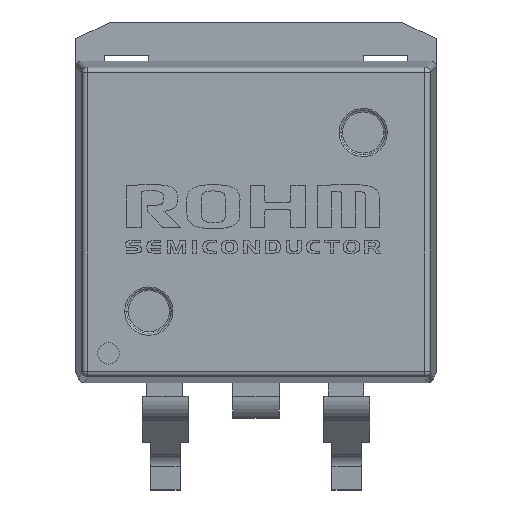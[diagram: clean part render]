
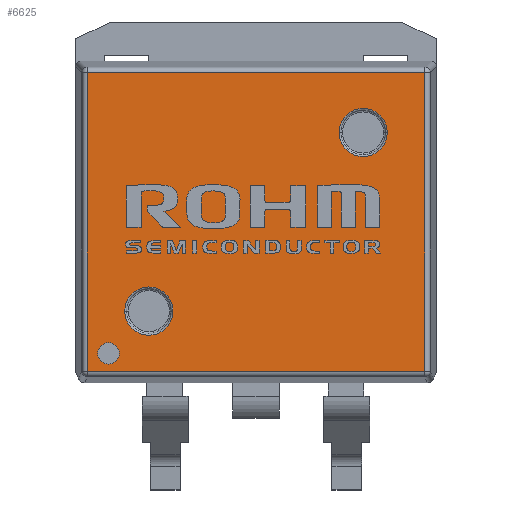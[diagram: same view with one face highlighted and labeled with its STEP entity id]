
A CAD part, top view. The second image highlights one B-rep face of the part: STEP entity #6625.
In plain terms, the highlighted planar face has unit normal (0, 0, 1).
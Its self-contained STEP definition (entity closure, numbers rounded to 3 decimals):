
#82 = EDGE_CURVE ( 'NONE', #5565, #13576, #9511, .T. ) ;
#323 = DIRECTION ( 'NONE',  ( 0., 0., 1. ) ) ;
#463 = VERTEX_POINT ( 'NONE', #6108 ) ;
#490 = CIRCLE ( 'NONE', #9087, 0.675 ) ;
#653 = DIRECTION ( 'NONE',  ( 1., 0., 0. ) ) ;
#894 = DIRECTION ( 'NONE',  ( 1., 0., 0. ) ) ;
#895 = CARTESIAN_POINT ( 'NONE',  ( 3., 2.5, 4.85 ) ) ;
#1090 = EDGE_LOOP ( 'NONE', ( #5786, #7949 ) ) ;
#1625 = VERTEX_POINT ( 'NONE', #5795 ) ;
#1759 = VECTOR ( 'NONE', #13460, 1000. ) ;
#1835 = EDGE_CURVE ( 'NONE', #5466, #9542, #8336, .T. ) ;
#2726 = CARTESIAN_POINT ( 'NONE',  ( -3.829, -3.684, 4.85 ) ) ;
#2991 = ORIENTED_EDGE ( 'NONE', *, *, #9385, .T. ) ;
#3116 = DIRECTION ( 'NONE',  ( 0., 0., 1. ) ) ;
#3181 = DIRECTION ( 'NONE',  ( 1., 0., 0. ) ) ;
#3305 = AXIS2_PLACEMENT_3D ( 'NONE', #9916, #7811, #3181 ) ;
#3399 = EDGE_CURVE ( 'NONE', #1625, #11150, #490, .T. ) ;
#3404 = VECTOR ( 'NONE', #894, 1000. ) ;
#3738 = ORIENTED_EDGE ( 'NONE', *, *, #11580, .T. ) ;
#3863 = EDGE_CURVE ( 'NONE', #14111, #4106, #4104, .T. ) ;
#4016 = DIRECTION ( 'NONE',  ( 0., 0., -1. ) ) ;
#4104 = CIRCLE ( 'NONE', #5537, 0.675 ) ;
#4106 = VERTEX_POINT ( 'NONE', #14650 ) ;
#4169 = DIRECTION ( 'NONE',  ( 1., 0., 0. ) ) ;
#5128 = AXIS2_PLACEMENT_3D ( 'NONE', #14307, #4016, #12018 ) ;
#5355 = CARTESIAN_POINT ( 'NONE',  ( 0., 4.179, 4.85 ) ) ;
#5466 = VERTEX_POINT ( 'NONE', #2726 ) ;
#5537 = AXIS2_PLACEMENT_3D ( 'NONE', #12172, #12396, #653 ) ;
#5540 = DIRECTION ( 'NONE',  ( 1., 0., 0. ) ) ;
#5565 = VERTEX_POINT ( 'NONE', #12437 ) ;
#5598 = DIRECTION ( 'NONE',  ( 1., 0., 0. ) ) ;
#5786 = ORIENTED_EDGE ( 'NONE', *, *, #1835, .F. ) ;
#5793 = CARTESIAN_POINT ( 'NONE',  ( 4.729, 0., 4.85 ) ) ;
#5795 = CARTESIAN_POINT ( 'NONE',  ( 2.325, 2.5, 4.85 ) ) ;
#6068 = CIRCLE ( 'NONE', #12771, 0.3 ) ;
#6085 = ORIENTED_EDGE ( 'NONE', *, *, #12317, .T. ) ;
#6108 = CARTESIAN_POINT ( 'NONE',  ( -4.729, -4.186, 4.85 ) ) ;
#6176 = CARTESIAN_POINT ( 'NONE',  ( -4.429, -3.684, 4.85 ) ) ;
#6316 = CIRCLE ( 'NONE', #5128, 0.675 ) ;
#6409 = FACE_BOUND ( 'NONE', #1090, .T. ) ;
#6413 = DIRECTION ( 'NONE',  ( 0., -1., 0. ) ) ;
#6435 = ORIENTED_EDGE ( 'NONE', *, *, #3399, .T. ) ;
#6625 = ADVANCED_FACE ( 'NONE', ( #6409, #13470, #7394, #10965 ), #9855, .T. ) ;
#7049 = CARTESIAN_POINT ( 'NONE',  ( -3.675, -2.5, 4.85 ) ) ;
#7381 = CIRCLE ( 'NONE', #3305, 0.675 ) ;
#7394 = FACE_BOUND ( 'NONE', #10277, .T. ) ;
#7811 = DIRECTION ( 'NONE',  ( 0., 0., -1. ) ) ;
#7949 = ORIENTED_EDGE ( 'NONE', *, *, #8949, .F. ) ;
#8320 = DIRECTION ( 'NONE',  ( 1., 0., 0. ) ) ;
#8336 = CIRCLE ( 'NONE', #11695, 0.3 ) ;
#8617 = CARTESIAN_POINT ( 'NONE',  ( 3.675, 2.5, 4.85 ) ) ;
#8793 = LINE ( 'NONE', #13568, #11091 ) ;
#8853 = LINE ( 'NONE', #5355, #1759 ) ;
#8876 = VECTOR ( 'NONE', #13046, 1000. ) ;
#8949 = EDGE_CURVE ( 'NONE', #9542, #5466, #6068, .T. ) ;
#9087 = AXIS2_PLACEMENT_3D ( 'NONE', #895, #10017, #5540 ) ;
#9164 = EDGE_CURVE ( 'NONE', #4106, #14111, #6316, .T. ) ;
#9336 = ORIENTED_EDGE ( 'NONE', *, *, #3863, .T. ) ;
#9385 = EDGE_CURVE ( 'NONE', #13914, #463, #8793, .T. ) ;
#9511 = LINE ( 'NONE', #5793, #8876 ) ;
#9542 = VERTEX_POINT ( 'NONE', #6176 ) ;
#9715 = EDGE_CURVE ( 'NONE', #11150, #1625, #7381, .T. ) ;
#9855 = PLANE ( 'NONE',  #14167 ) ;
#9916 = CARTESIAN_POINT ( 'NONE',  ( 3., 2.5, 4.85 ) ) ;
#10017 = DIRECTION ( 'NONE',  ( 0., 0., -1. ) ) ;
#10029 = CARTESIAN_POINT ( 'NONE',  ( -4.729, 4.179, 4.85 ) ) ;
#10270 = CARTESIAN_POINT ( 'NONE',  ( 4.729, 4.179, 4.85 ) ) ;
#10277 = EDGE_LOOP ( 'NONE', ( #11414, #6435 ) ) ;
#10711 = CARTESIAN_POINT ( 'NONE',  ( -4.129, -3.684, 4.85 ) ) ;
#10728 = EDGE_LOOP ( 'NONE', ( #3738, #2991, #6085, #13361 ) ) ;
#10965 = FACE_OUTER_BOUND ( 'NONE', #10728, .T. ) ;
#11091 = VECTOR ( 'NONE', #6413, 1000. ) ;
#11150 = VERTEX_POINT ( 'NONE', #8617 ) ;
#11264 = DIRECTION ( 'NONE',  ( 0., 0., 1. ) ) ;
#11414 = ORIENTED_EDGE ( 'NONE', *, *, #9715, .T. ) ;
#11580 = EDGE_CURVE ( 'NONE', #13576, #13914, #8853, .T. ) ;
#11695 = AXIS2_PLACEMENT_3D ( 'NONE', #10711, #323, #8320 ) ;
#11883 = EDGE_LOOP ( 'NONE', ( #12615, #9336 ) ) ;
#12018 = DIRECTION ( 'NONE',  ( 1., 0., 0. ) ) ;
#12172 = CARTESIAN_POINT ( 'NONE',  ( -3., -2.5, 4.85 ) ) ;
#12204 = LINE ( 'NONE', #12282, #3404 ) ;
#12282 = CARTESIAN_POINT ( 'NONE',  ( 0., -4.186, 4.85 ) ) ;
#12317 = EDGE_CURVE ( 'NONE', #463, #5565, #12204, .T. ) ;
#12396 = DIRECTION ( 'NONE',  ( 0., 0., -1. ) ) ;
#12406 = CARTESIAN_POINT ( 'NONE',  ( -4.129, -3.684, 4.85 ) ) ;
#12437 = CARTESIAN_POINT ( 'NONE',  ( 4.729, -4.186, 4.85 ) ) ;
#12615 = ORIENTED_EDGE ( 'NONE', *, *, #9164, .T. ) ;
#12771 = AXIS2_PLACEMENT_3D ( 'NONE', #12406, #11264, #5598 ) ;
#13046 = DIRECTION ( 'NONE',  ( 0., 1., 0. ) ) ;
#13361 = ORIENTED_EDGE ( 'NONE', *, *, #82, .T. ) ;
#13460 = DIRECTION ( 'NONE',  ( -1., 0., 0. ) ) ;
#13470 = FACE_BOUND ( 'NONE', #11883, .T. ) ;
#13568 = CARTESIAN_POINT ( 'NONE',  ( -4.729, 0., 4.85 ) ) ;
#13576 = VERTEX_POINT ( 'NONE', #10270 ) ;
#13914 = VERTEX_POINT ( 'NONE', #10029 ) ;
#14111 = VERTEX_POINT ( 'NONE', #7049 ) ;
#14167 = AXIS2_PLACEMENT_3D ( 'NONE', #14458, #3116, #4169 ) ;
#14307 = CARTESIAN_POINT ( 'NONE',  ( -3., -2.5, 4.85 ) ) ;
#14458 = CARTESIAN_POINT ( 'NONE',  ( 0., 0., 4.85 ) ) ;
#14650 = CARTESIAN_POINT ( 'NONE',  ( -2.325, -2.5, 4.85 ) ) ;
